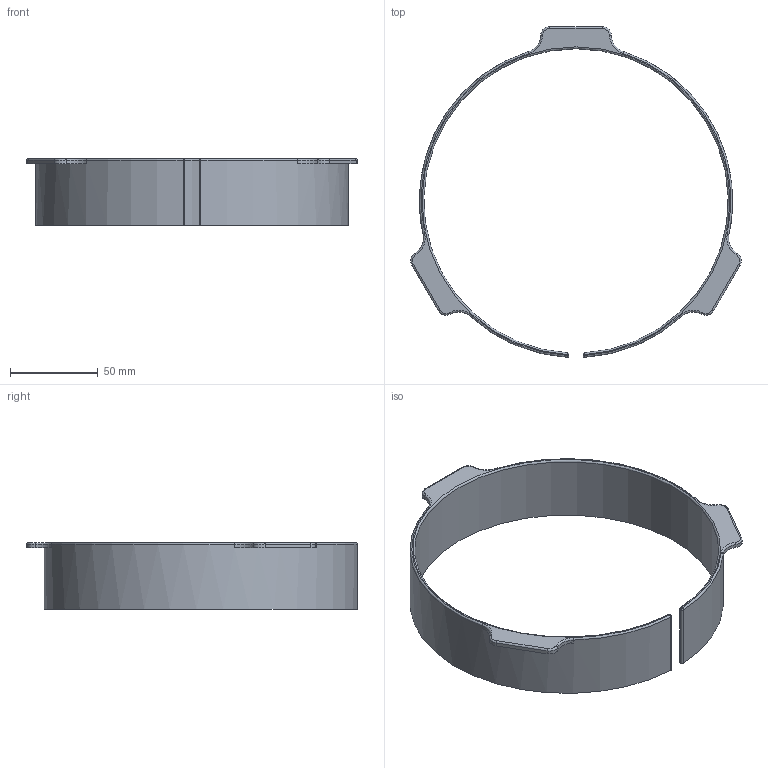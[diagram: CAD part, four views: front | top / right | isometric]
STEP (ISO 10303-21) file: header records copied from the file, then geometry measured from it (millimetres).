
FILE_DESCRIPTION(/* description */ (''),/* implementation_level */ '2;1');
FILE_NAME(/* name */ 'Collar.step',/* time_stamp */ '2025-11-18T11:15:09-05:00',/* author */ (''),/* organization */ (''),/* preprocessor_version */ 'ST-DEVELOPER v20.1',/* originating_system */ 'Autodesk Translation Framework v14.21.0.0',/* authorisation */ '');
FILE_SCHEMA (('AUTOMOTIVE_DESIGN { 1 0 10303 214 3 1 1 }'));
Length unit declared in the file: millimetre
Products named in the file (1): Collar
Bounding box: 187.81 x 187.86 x 38 mm (x, y, z)
Volume: 55309 mm3; surface area: 46430.1 mm2
Topology: 1 solids, 1 shells, 54 faces, 126 edges, 74 vertices
Faces by surface type: cylinder 23, torus 17, plane 10, sphere 4
Entity records: 1588 total; most frequent: DIRECTION 321, CARTESIAN_POINT 255, ORIENTED_EDGE 252, AXIS2_PLACEMENT_3D 140, EDGE_CURVE 126, CIRCLE 85, VERTEX_POINT 74, FACE_OUTER_BOUND 54
